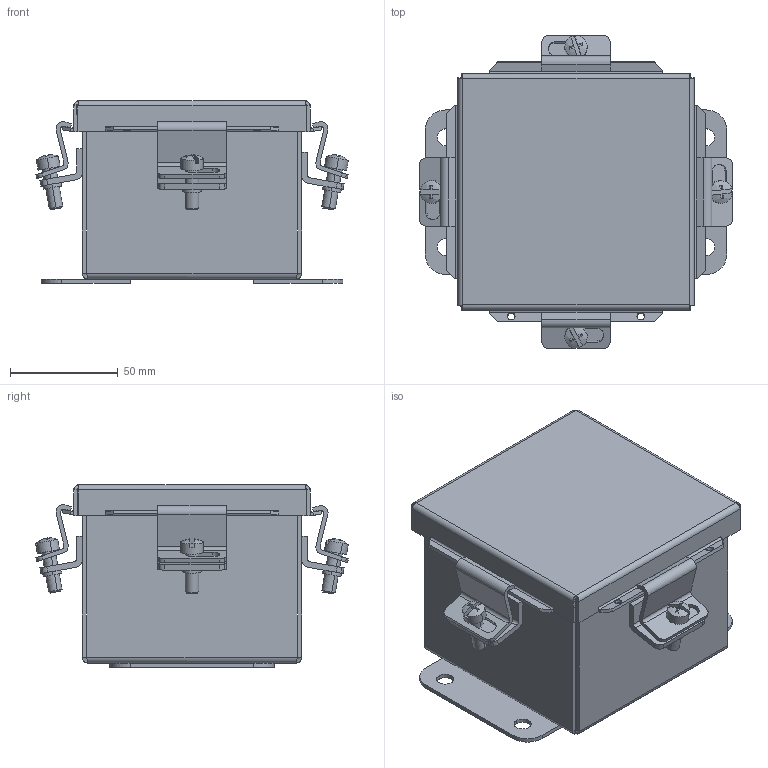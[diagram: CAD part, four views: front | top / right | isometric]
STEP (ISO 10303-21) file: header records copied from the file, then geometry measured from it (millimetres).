
FILE_DESCRIPTION (( 'STEP AP214' ), '1' );
FILE_NAME ('BN4040403.STEP', '2016-02-02T18:56:30', ( '' ), ( '' ), 'SwSTEP 2.0', 'SolidWorks 2014', '' );
FILE_SCHEMA (( 'AUTOMOTIVE_DESIGN' ));
Length unit declared in the file: inch
Products named in the file (9): BN4040403BKP_1; 38811_1; BN40404LID_1; 316159_1; C1001_1; 372135_1; C2002_1; BN4040403; 3481_1
Assembly tree (19 placements, depth 2):
  BN4040403
    C2002_1  x4
    372135_1  x4
    C1001_1  x4
    316159_1  x2
    BN40404LID_1
    38811_1
    BN4040403BKP_1
    3481_1  x2
Bounding box: 144.89 x 144.9 x 84.44 mm (x, y, z)
Volume: 169430.9 mm3; surface area: 174421.3 mm2
Topology: 19 solids, 19 shells, 477 faces, 1180 edges, 750 vertices
Faces by surface type: plane 283, cylinder 148, bspline 24, cone 10, sphere 8, torus 4
Entity records: 11944 total; most frequent: CARTESIAN_POINT 2997, ORIENTED_EDGE 1280, DIRECTION 1240, EDGE_CURVE 640, VECTOR 474, LINE 474, VERTEX_POINT 392, AXIS2_PLACEMENT_3D 383
